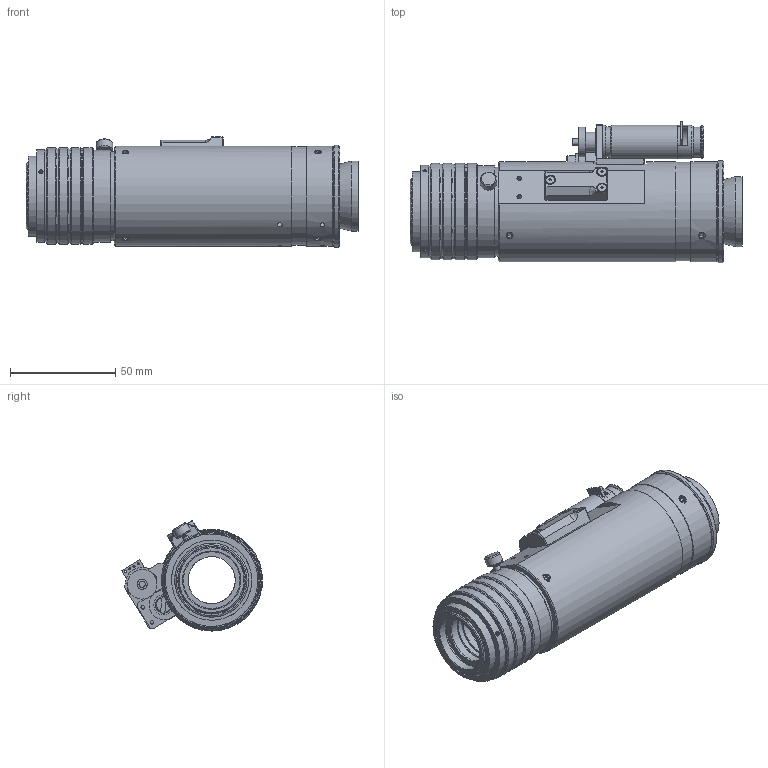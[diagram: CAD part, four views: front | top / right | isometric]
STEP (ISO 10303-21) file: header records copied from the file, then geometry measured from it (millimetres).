
FILE_DESCRIPTION((''),'2;1');
FILE_NAME('51319_0.stp','2006-07-06T08:10:25',('PODLENA'),(''),'Autodesk Inventor 10','Autodesk Inventor 10','');
FILE_SCHEMA(('AUTOMOTIVE_DESIGN { 1 0 10303 214 1 1 1 1 }'));
Length unit declared in the file: inch
Products named in the file (46): 51319_0; 7015; 62327; 7449; 7036; 62565_12X; 60976; 62326; 62326-1; DN6848S; ECS-T1CY105R; ECJ-2VF1H104Z; 62804; 51276_0; 51186; 7004; 60398; 60400; 60399-R; 7183; 7040; 51275; 50211; 50215-R; 62325; 51187; 7007; 50352; 50144; 50149; 50150; 50151; 50161; 5402; 7008; 7006; 60436; 7261; 60433; 60139_12X ...
Assembly tree (65 placements, depth 4):
  51319_0
    7015
    62327
    7449  x3
    7036  x2
    62565_12X
      60976
      62326
        62326-1
        DN6848S  x2
        ECS-T1CY105R
        ECJ-2VF1H104Z
      62804
    51276_0
      51186
      7004  x6
      60398
      60400
      60399-R
      7183
      7040  x4
      7036  x3
      51275
        50211
        50215-R
        62325  x2
        51187
        7007  x3
      50352
    50144
      50149
      50150
      50151
      50161
      5402
      7008
      7006  x3
      60436
        7261
        60433
      60139_12X
    50145_0
      50146
      50147
    61337-R
      61337-R-1
      61337-R-2
Bounding box: 157.76 x 67.07 x 52.34 mm (x, y, z)
Volume: 127172.9 mm3; surface area: 101375.6 mm2
Topology: 57 solids, 57 shells, 1532 faces, 3723 edges, 2439 vertices
Faces by surface type: plane 955, bspline 257, cylinder 198, cone 111, sphere 9, torus 2
Full cylindrical faces by diameter (mm): 1.016 x4, 1.575 x1, 1.651 x1, 1.702 x7, 2.159 x7, 2.184 x23, 2.54 x1, 2.845 x10, 2.997 x2, 3.556 x6, 3.785 x1, 4.166 x7, 4.267 x3, 4.75 x2, 4.757 x2, 4.78 x1, 4.826 x1, 6.35 x1, 7.01 x2, 7.874 x1, 7.938 x1, 9.525 x2, 10.109 x1, 10.16 x1, 14.11 x1, 14.122 x1, 14.351 x1, 14.503 x1, 14.986 x1, 15.011 x1
Entity records: 41942 total; most frequent: CARTESIAN_POINT 14379, ORIENTED_EDGE 5304, DIRECTION 4793, EDGE_CURVE 2652, VERTEX_POINT 1898, EDGE_LOOP 1724, VECTOR 1721, LINE 1721
